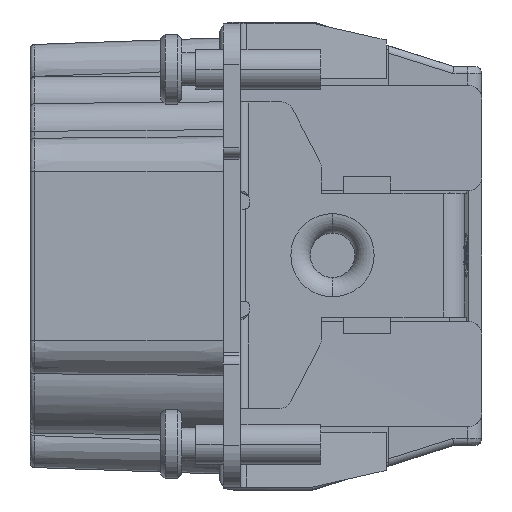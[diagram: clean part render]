
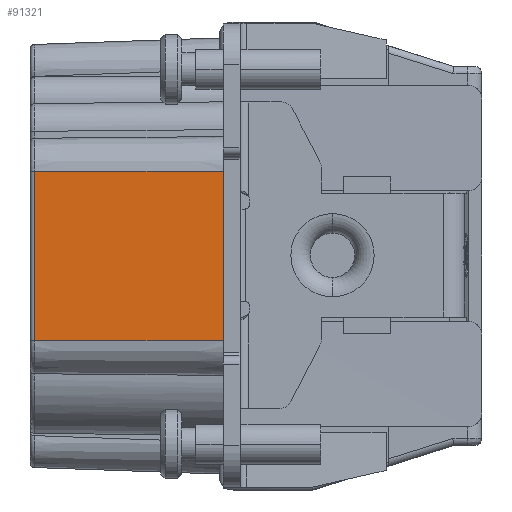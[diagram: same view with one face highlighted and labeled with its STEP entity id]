
A CAD part, left-side view. The second image highlights one B-rep face of the part: STEP entity #91321.
In plain terms, the highlighted planar face has unit normal (-1, 0.009, 0).
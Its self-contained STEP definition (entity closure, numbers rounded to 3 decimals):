
#10800=DIRECTION('',(0.009,1.,0.));
#10801=VECTOR('',#10800,13.603);
#10802=CARTESIAN_POINT('',(-55.398,0.2,6.1));
#10803=LINE('',#10802,#10801);
#12103=DIRECTION('',(0.,0.,-1.));
#12104=VECTOR('',#12103,12.2);
#12105=CARTESIAN_POINT('',(-55.28,13.803,
6.1));
#12106=LINE('',#12105,#12104);
#12107=DIRECTION('',(0.,0.,-1.));
#12108=VECTOR('',#12107,12.2);
#12109=CARTESIAN_POINT('',(-55.398,0.2,6.1));
#12110=LINE('',#12109,#12108);
#12120=DIRECTION('',(-0.009,-1.,0.));
#12121=VECTOR('',#12120,13.603);
#12122=CARTESIAN_POINT('',(-55.28,13.803,
-6.1));
#12123=LINE('',#12122,#12121);
#61395=CARTESIAN_POINT('',(-55.28,13.803,-6.1));
#61396=VERTEX_POINT('',#61395);
#61397=CARTESIAN_POINT('',(-55.28,13.803,6.1));
#61398=VERTEX_POINT('',#61397);
#61927=CARTESIAN_POINT('',(-55.398,0.2,6.1));
#61928=CARTESIAN_POINT('',(-55.398,0.2,-6.1));
#61929=VERTEX_POINT('',#61927);
#61930=VERTEX_POINT('',#61928);
#91309=CARTESIAN_POINT('',(-55.4,0.,-9.229));
#91310=DIRECTION('',(-1.,0.009,0.));
#91311=DIRECTION('',(0.,0.,-1.));
#91312=AXIS2_PLACEMENT_3D('',#91309,#91310,#91311);
#91313=PLANE('',#91312);
#91314=ORIENTED_EDGE('',*,*,#91302,.F.);
#91315=ORIENTED_EDGE('',*,*,#89509,.F.);
#91316=ORIENTED_EDGE('',*,*,#89546,.T.);
#91318=ORIENTED_EDGE('',*,*,#91317,.F.);
#91319=EDGE_LOOP('',(#91314,#91315,#91316,#91318));
#91320=FACE_OUTER_BOUND('',#91319,.F.);
#91321=ADVANCED_FACE('',(#91320),#91313,.T.);
#89509=EDGE_CURVE('',#61929,#61398,#10803,.T.);
#89546=EDGE_CURVE('',#61929,#61930,#12110,.T.);
#91302=EDGE_CURVE('',#61398,#61396,#12106,.T.);
#91317=EDGE_CURVE('',#61396,#61930,#12123,.T.);
